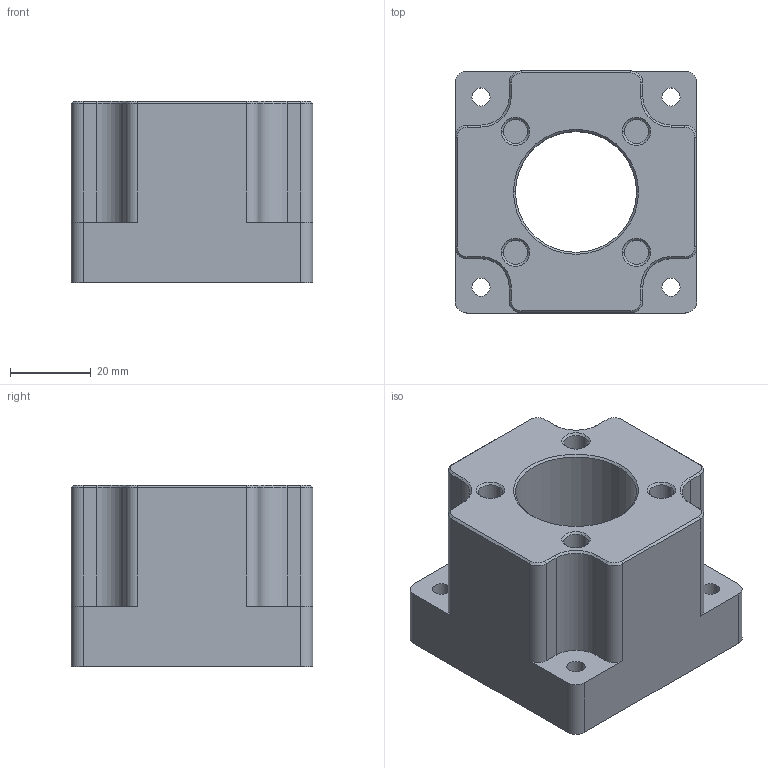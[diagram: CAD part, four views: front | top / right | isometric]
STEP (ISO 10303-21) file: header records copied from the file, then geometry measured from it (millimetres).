
FILE_DESCRIPTION (( 'STEP AP203' ), '1' );
FILE_NAME ('002-106 - Extractor Block.STEP', '2019-06-12T00:30:19', ( '' ), ( '' ), 'SwSTEP 2.0', 'SolidWorks 2015', '' );
FILE_SCHEMA (( 'CONFIG_CONTROL_DESIGN' ));
Length unit declared in the file: millimetre
Products named in the file (1): 002-106 - Extractor Block
Bounding box: 60 x 60 x 45 mm (x, y, z)
Volume: 105968.7 mm3; surface area: 22182 mm2
Topology: 1 solids, 1 shells, 90 faces, 218 edges, 134 vertices
Faces by surface type: cylinder 34, plane 34, cone 22
Entity records: 2717 total; most frequent: DIRECTION 490, CARTESIAN_POINT 443, ORIENTED_EDGE 436, EDGE_CURVE 218, AXIS2_PLACEMENT_3D 181, VERTEX_POINT 134, VECTOR 128, LINE 128
